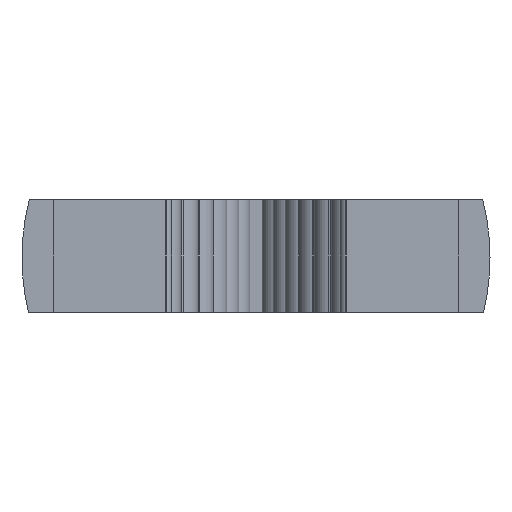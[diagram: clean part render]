
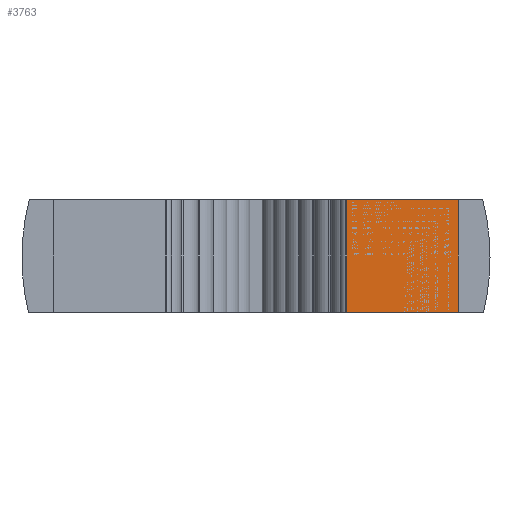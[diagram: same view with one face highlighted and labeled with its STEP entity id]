
A CAD part, front view. The second image highlights one B-rep face of the part: STEP entity #3763.
In plain terms, the highlighted planar face has unit normal (0, -1, 0).
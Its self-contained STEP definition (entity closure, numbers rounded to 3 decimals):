
#3734 = EDGE_CURVE('',#3735,#3737,#3739,.T.);
#3735 = VERTEX_POINT('',#3736);
#3736 = CARTESIAN_POINT('',(13.94,-0.4,0.));
#3737 = VERTEX_POINT('',#3738);
#3738 = CARTESIAN_POINT('',(13.94,-0.4,7.));
#3739 = LINE('',#3740,#3741);
#3740 = CARTESIAN_POINT('',(13.94,-0.4,0.));
#3741 = VECTOR('',#3742,1.);
#3742 = DIRECTION('',(0.,0.,1.));
#3763 = ADVANCED_FACE('',(#3764),#3789,.T.);
#3764 = FACE_BOUND('',#3765,.T.);
#3765 = EDGE_LOOP('',(#3766,#3767,#3775,#3783));
#3766 = ORIENTED_EDGE('',*,*,#3734,.T.);
#3767 = ORIENTED_EDGE('',*,*,#3768,.T.);
#3768 = EDGE_CURVE('',#3737,#3769,#3771,.T.);
#3769 = VERTEX_POINT('',#3770);
#3770 = CARTESIAN_POINT('',(7.,-0.4,7.));
#3771 = LINE('',#3772,#3773);
#3772 = CARTESIAN_POINT('',(13.94,-0.4,7.));
#3773 = VECTOR('',#3774,1.);
#3774 = DIRECTION('',(-1.,0.,0.));
#3775 = ORIENTED_EDGE('',*,*,#3776,.F.);
#3776 = EDGE_CURVE('',#3777,#3769,#3779,.T.);
#3777 = VERTEX_POINT('',#3778);
#3778 = CARTESIAN_POINT('',(7.,-0.4,0.));
#3779 = LINE('',#3780,#3781);
#3780 = CARTESIAN_POINT('',(7.,-0.4,0.));
#3781 = VECTOR('',#3782,1.);
#3782 = DIRECTION('',(0.,0.,1.));
#3783 = ORIENTED_EDGE('',*,*,#3784,.F.);
#3784 = EDGE_CURVE('',#3735,#3777,#3785,.T.);
#3785 = LINE('',#3786,#3787);
#3786 = CARTESIAN_POINT('',(13.94,-0.4,0.));
#3787 = VECTOR('',#3788,1.);
#3788 = DIRECTION('',(-1.,0.,0.));
#3789 = PLANE('',#3790);
#3790 = AXIS2_PLACEMENT_3D('',#3791,#3792,#3793);
#3791 = CARTESIAN_POINT('',(13.94,-0.4,0.));
#3792 = DIRECTION('',(0.,-1.,0.));
#3793 = DIRECTION('',(-1.,0.,0.));
